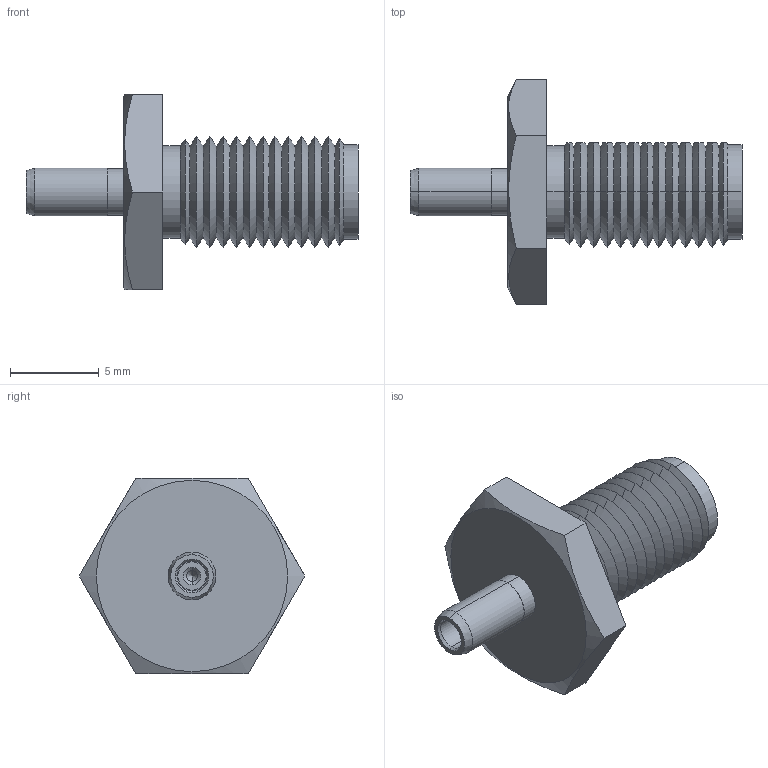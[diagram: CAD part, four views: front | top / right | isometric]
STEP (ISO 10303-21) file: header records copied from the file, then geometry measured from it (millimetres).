
FILE_DESCRIPTION (( 'STEP AP214' ), '1' );
FILE_NAME ('ARSJ-3100.STEP', '2013-07-18T12:56:44', ( 'L-Com' ), ( 'L-Com Global Connectivity' ), 'SwSTEP 2.0', 'SolidWorks 2012', '' );
FILE_SCHEMA (( 'AUTOMOTIVE_DESIGN' ));
Length unit declared in the file: inch
Products named in the file (1): ARSJ-3100
Bounding box: 18.7 x 12.7 x 11 mm (x, y, z)
Volume: 451.6 mm3; surface area: 781.5 mm2
Topology: 1 solids, 1 shells, 130 faces, 281 edges, 160 vertices
Faces by surface type: cone 76, plane 30, cylinder 24
Entity records: 3944 total; most frequent: CARTESIAN_POINT 794, DIRECTION 636, ORIENTED_EDGE 554, EDGE_CURVE 277, AXIS2_PLACEMENT_3D 262, VERTEX_POINT 160, EDGE_LOOP 141, CIRCLE 131
